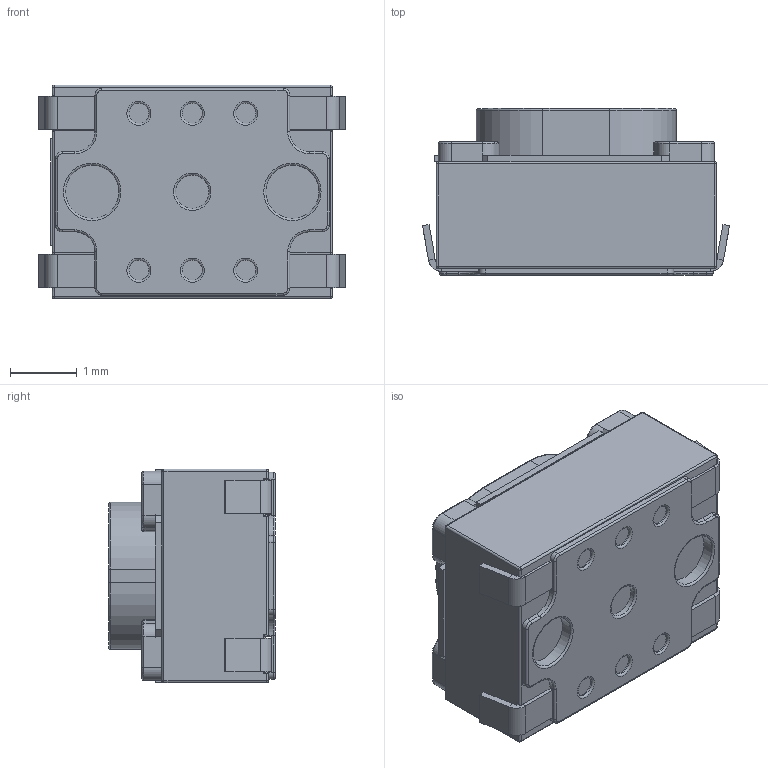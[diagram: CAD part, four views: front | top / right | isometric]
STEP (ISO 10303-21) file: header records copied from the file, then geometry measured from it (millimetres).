
FILE_DESCRIPTION (( 'STEP AP214' ), '1' );
FILE_NAME ('SW3x4_L.STEP', '2021-06-14T14:18:35', ( 'XS' ), ( 'DK' ), 'SwSTEP 2.0', 'SolidWorks 2018', '' );
FILE_SCHEMA (( 'AUTOMOTIVE_DESIGN' ));
Length unit declared in the file: millimetre
Products named in the file (8): SW3x4_L; 噩砃噩砃sw3x4_hold; sw3x4_cap; sw3x4_pin; sw3x4_hold; sw3x4_cover; sw3x4; 噩砃sw3x4_hold
Assembly tree (9 placements, depth 2):
  SW3x4_L
    sw3x4
    sw3x4_cap
    sw3x4_cover
    sw3x4_hold
    sw3x4_pin  x2
    噩砃sw3x4_hold  x2
    噩砃噩砃sw3x4_hold
Bounding box: 4.6 x 2.5 x 3.21 mm (x, y, z)
Volume: 22.3 mm3; surface area: 133.3 mm2
Topology: 9 solids, 9 shells, 349 faces, 817 edges, 479 vertices
Faces by surface type: plane 151, cylinder 141, torus 49, sphere 8
Full cylindrical faces by diameter (mm): 0.3 x6, 0.5 x1, 0.8 x2
Entity records: 9299 total; most frequent: DIRECTION 1521, CARTESIAN_POINT 1519, ORIENTED_EDGE 1378, EDGE_CURVE 689, AXIS2_PLACEMENT_3D 549, LINE 423, VECTOR 423, VERTEX_POINT 419
